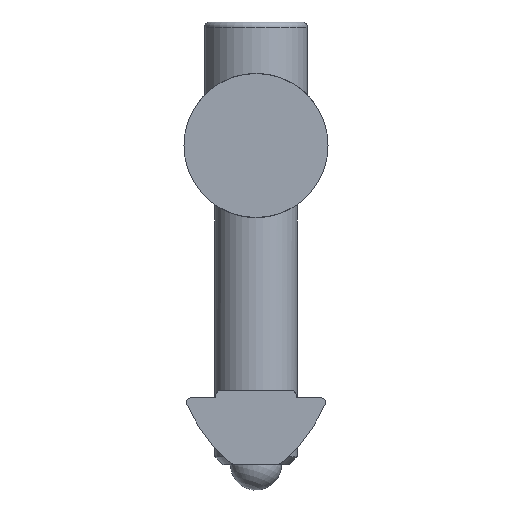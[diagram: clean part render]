
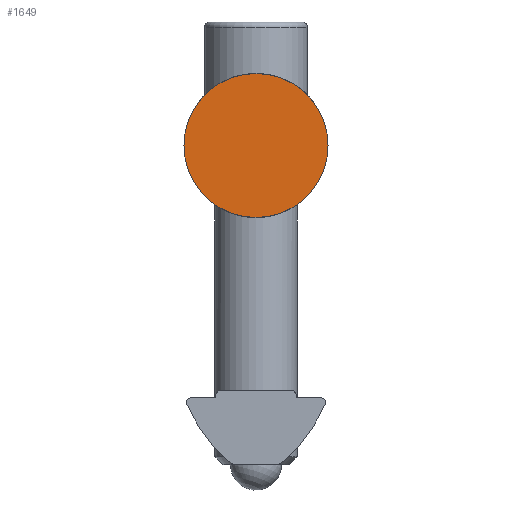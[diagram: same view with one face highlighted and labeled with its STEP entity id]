
A CAD part, front view. The second image highlights one B-rep face of the part: STEP entity #1649.
In plain terms, the highlighted planar face has unit normal (0, -1, 0).
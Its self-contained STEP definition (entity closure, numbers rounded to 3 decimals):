
#64=PLANE('',#1796);
#419=FACE_OUTER_BOUND('',#605,.T.);
#605=EDGE_LOOP('',(#1460));
#672=CIRCLE('',#1797,7.);
#817=VERTEX_POINT('',#3143);
#1034=EDGE_CURVE('',#817,#817,#672,.T.);
#1460=ORIENTED_EDGE('',*,*,#1034,.F.);
#1649=ADVANCED_FACE('',(#419),#64,.T.);
#1796=AXIS2_PLACEMENT_3D('',#3142,#2201,#2202);
#1797=AXIS2_PLACEMENT_3D('',#3144,#2203,#2204);
#2201=DIRECTION('center_axis',(0.,-1.,0.));
#2202=DIRECTION('ref_axis',(0.,0.,-1.));
#2203=DIRECTION('center_axis',(0.,1.,0.));
#2204=DIRECTION('ref_axis',(0.707,0.,0.707));
#3142=CARTESIAN_POINT('Origin',(11.761,0.,0.));
#3143=CARTESIAN_POINT('',(4.761,0.,14.));
#3144=CARTESIAN_POINT('Origin',(4.761,0.,7.));
